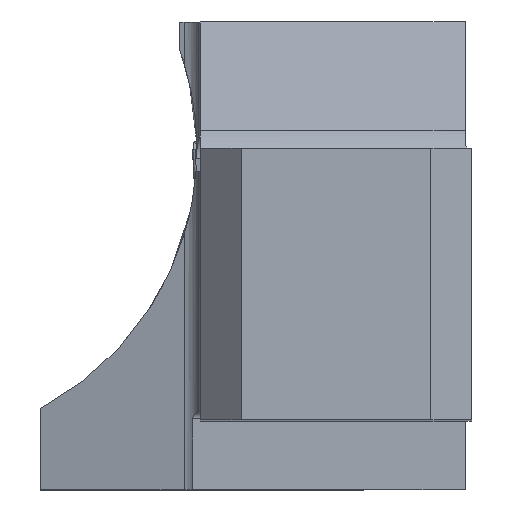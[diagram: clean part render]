
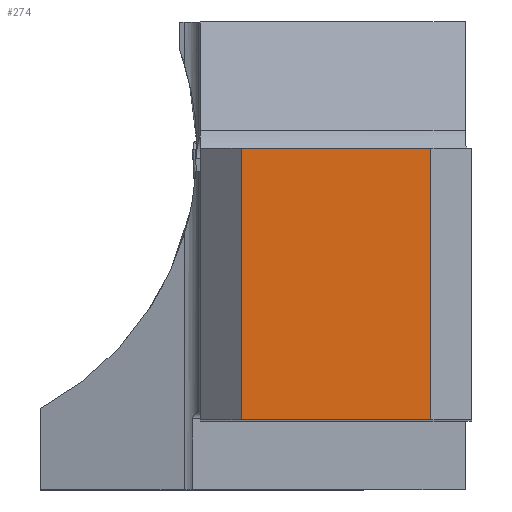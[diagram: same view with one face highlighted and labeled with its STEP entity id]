
A CAD part, top view. The second image highlights one B-rep face of the part: STEP entity #274.
In plain terms, the highlighted planar face has unit normal (0, 0, 1).
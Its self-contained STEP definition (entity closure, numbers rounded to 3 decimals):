
#274=ADVANCED_FACE('CU_BACK_SU1',(#456),#387,.F.);
#387=PLANE('',#2378);
#456=FACE_OUTER_BOUND('',#578,.T.);
#578=EDGE_LOOP('',(#916,#917,#918,#919));
#916=ORIENTED_EDGE('',*,*,#1729,.F.);
#917=ORIENTED_EDGE('',*,*,#1727,.T.);
#918=ORIENTED_EDGE('',*,*,#1730,.T.);
#919=ORIENTED_EDGE('',*,*,#1688,.F.);
#1466=VERTEX_POINT('',#3269);
#1467=VERTEX_POINT('',#3271);
#1488=VERTEX_POINT('',#3385);
#1489=VERTEX_POINT('',#3387);
#1688=EDGE_CURVE('',#1466,#1467,#1978,.T.);
#1727=EDGE_CURVE('',#1489,#1488,#2004,.T.);
#1729=EDGE_CURVE('',#1489,#1466,#2006,.T.);
#1730=EDGE_CURVE('',#1488,#1467,#2007,.T.);
#1978=LINE('',#3270,#2144);
#2004=LINE('',#3386,#2170);
#2006=LINE('',#3390,#2172);
#2007=LINE('',#3391,#2173);
#2144=VECTOR('',#2616,1.);
#2170=VECTOR('',#2684,1.);
#2172=VECTOR('',#2688,1.);
#2173=VECTOR('',#2689,1.);
#2378=AXIS2_PLACEMENT_3D('',#3392,#2690,#2691);
#2616=DIRECTION('',(1.,0.,0.));
#2684=DIRECTION('',(1.,0.,0.));
#2688=DIRECTION('',(0.,1.,0.));
#2689=DIRECTION('',(0.,1.,0.));
#2690=DIRECTION('',(0.,0.,-1.));
#2691=DIRECTION('',(-1.,0.,0.));
#3269=CARTESIAN_POINT('',(-16.925,19.925,0.));
#3270=CARTESIAN_POINT('',(-110.,19.925,0.));
#3271=CARTESIAN_POINT('',(-3.,19.925,0.));
#3385=CARTESIAN_POINT('',(-3.,0.,0.));
#3386=CARTESIAN_POINT('',(-110.,0.,0.));
#3387=CARTESIAN_POINT('',(-16.925,0.,0.));
#3390=CARTESIAN_POINT('',(-16.925,0.,0.));
#3391=CARTESIAN_POINT('',(-3.,0.,0.));
#3392=CARTESIAN_POINT('',(22.996,39.925,0.));
